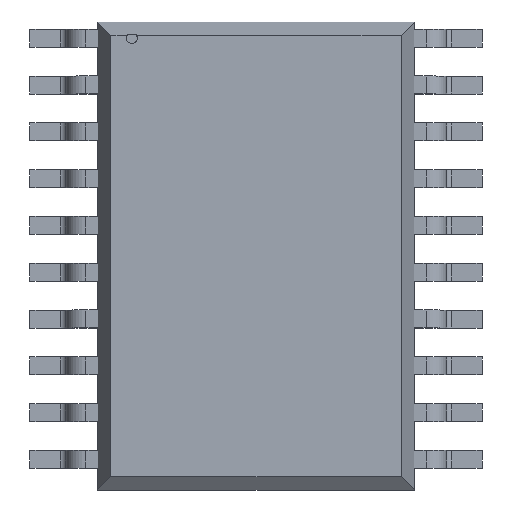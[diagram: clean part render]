
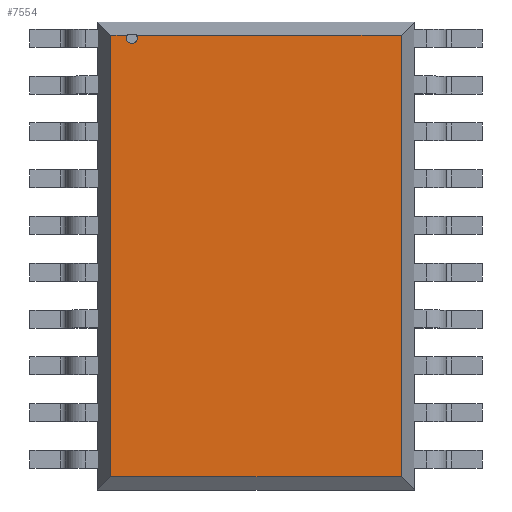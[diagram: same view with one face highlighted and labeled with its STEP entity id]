
A CAD part, top view. The second image highlights one B-rep face of the part: STEP entity #7554.
In plain terms, the highlighted planar face has unit normal (0, 0, 1).
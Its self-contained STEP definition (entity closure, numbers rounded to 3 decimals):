
#1518 = PLANE ( 'NONE',  #1656 ) ;
#1527 = FACE_OUTER_BOUND ( 'NONE', #7322, .T. ) ;
#1645 = DIRECTION ( 'NONE',  ( 0., 1., 0. ) ) ;
#1646 = VECTOR ( 'NONE', #1645, 1000. ) ;
#1647 = CARTESIAN_POINT ( 'NONE',  ( -0.04, 4.718, 1.092 ) ) ;
#1648 = LINE ( 'NONE', #1647, #1646 ) ;
#1649 = DIRECTION ( 'NONE',  ( 0., 1., 0. ) ) ;
#1650 = VECTOR ( 'NONE', #1649, 1000. ) ;
#1651 = CARTESIAN_POINT ( 'NONE',  ( -0.04, 4.718, 1.092 ) ) ;
#1652 = LINE ( 'NONE', #1651, #1650 ) ;
#1653 = DIRECTION ( 'NONE',  ( 1., 0., 0. ) ) ;
#1654 = DIRECTION ( 'NONE',  ( 0., 0., 1. ) ) ;
#1655 = CARTESIAN_POINT ( 'NONE',  ( -0.225, 4.718, 1.092 ) ) ;
#1656 = AXIS2_PLACEMENT_3D ( 'NONE', #1655, #1654, #1653 ) ;
#1707 = DIRECTION ( 'NONE',  ( 0., -1., 0. ) ) ;
#1708 = VECTOR ( 'NONE', #1707, 1000. ) ;
#1709 = CARTESIAN_POINT ( 'NONE',  ( 6.09, 4.718, 1.092 ) ) ;
#1710 = LINE ( 'NONE', #1709, #1708 ) ;
#6236 = VERTEX_POINT ( 'NONE', #10030 ) ;
#6250 = EDGE_CURVE ( 'NONE', #6253, #6236, #10135, .T. ) ;
#6253 = VERTEX_POINT ( 'NONE', #10127 ) ;
#6352 = VERTEX_POINT ( 'NONE', #10277 ) ;
#6354 = EDGE_CURVE ( 'NONE', #6576, #6352, #10270, .T. ) ;
#6474 = VERTEX_POINT ( 'NONE', #10498 ) ;
#6500 = EDGE_CURVE ( 'NONE', #6508, #6474, #10625, .T. ) ;
#6508 = VERTEX_POINT ( 'NONE', #10515 ) ;
#6520 = EDGE_CURVE ( 'NONE', #6521, #6576, #10489, .T. ) ;
#6521 = VERTEX_POINT ( 'NONE', #10484 ) ;
#6576 = VERTEX_POINT ( 'NONE', #10775 ) ;
#7322 = EDGE_LOOP ( 'NONE', ( #7555, #7557, #7558, #7559, #7561, #7647, #7649 ) ) ;
#7554 = ADVANCED_FACE ( 'NONE', ( #1527 ), #1518, .T. ) ;
#7555 = ORIENTED_EDGE ( 'NONE', *, *, #7556, .F. ) ;
#7556 = EDGE_CURVE ( 'NONE', #6521, #6474, #1652, .T. ) ;
#7557 = ORIENTED_EDGE ( 'NONE', *, *, #6520, .T. ) ;
#7558 = ORIENTED_EDGE ( 'NONE', *, *, #6354, .T. ) ;
#7559 = ORIENTED_EDGE ( 'NONE', *, *, #7560, .F. ) ;
#7560 = EDGE_CURVE ( 'NONE', #6253, #6352, #1648, .T. ) ;
#7561 = ORIENTED_EDGE ( 'NONE', *, *, #6250, .T. ) ;
#7647 = ORIENTED_EDGE ( 'NONE', *, *, #7648, .F. ) ;
#7648 = EDGE_CURVE ( 'NONE', #6508, #6236, #1710, .T. ) ;
#7649 = ORIENTED_EDGE ( 'NONE', *, *, #6500, .T. ) ;
#10030 = CARTESIAN_POINT ( 'NONE',  ( 6.09, 0.502, 1.092 ) ) ;
#10127 = CARTESIAN_POINT ( 'NONE',  ( -0.04, 0.502, 1.092 ) ) ;
#10132 = DIRECTION ( 'NONE',  ( 1., 0., 0. ) ) ;
#10133 = VECTOR ( 'NONE', #10132, 1000. ) ;
#10134 = CARTESIAN_POINT ( 'NONE',  ( -0.225, 0.502, 1.092 ) ) ;
#10135 = LINE ( 'NONE', #10134, #10133 ) ;
#10267 = DIRECTION ( 'NONE',  ( 1., 0., 0. ) ) ;
#10268 = DIRECTION ( 'NONE',  ( 0., 0., -1. ) ) ;
#10269 = AXIS2_PLACEMENT_3D ( 'NONE', #10276, #10268, #10267 ) ;
#10270 = CIRCLE ( 'NONE', #10269, 0.076 ) ;
#10276 = CARTESIAN_POINT ( 'NONE',  ( 0., 0.793, 1.092 ) ) ;
#10277 = CARTESIAN_POINT ( 'NONE',  ( -0.04, 0.728, 1.092 ) ) ;
#10484 = CARTESIAN_POINT ( 'NONE',  ( -0.04, 0.858, 1.092 ) ) ;
#10485 = DIRECTION ( 'NONE',  ( 1., 0., 0. ) ) ;
#10486 = DIRECTION ( 'NONE',  ( 0., 0., -1. ) ) ;
#10487 = CARTESIAN_POINT ( 'NONE',  ( 0., 0.793, 1.092 ) ) ;
#10488 = AXIS2_PLACEMENT_3D ( 'NONE', #10487, #10486, #10485 ) ;
#10489 = CIRCLE ( 'NONE', #10488, 0.076 ) ;
#10498 = CARTESIAN_POINT ( 'NONE',  ( -0.04, 4.533, 1.092 ) ) ;
#10515 = CARTESIAN_POINT ( 'NONE',  ( 6.09, 4.533, 1.092 ) ) ;
#10622 = DIRECTION ( 'NONE',  ( -1., 0., 0. ) ) ;
#10623 = VECTOR ( 'NONE', #10622, 1000. ) ;
#10624 = CARTESIAN_POINT ( 'NONE',  ( -0.225, 4.533, 1.092 ) ) ;
#10625 = LINE ( 'NONE', #10624, #10623 ) ;
#10775 = CARTESIAN_POINT ( 'NONE',  ( 0.076, 0.793, 1.092 ) ) ;
